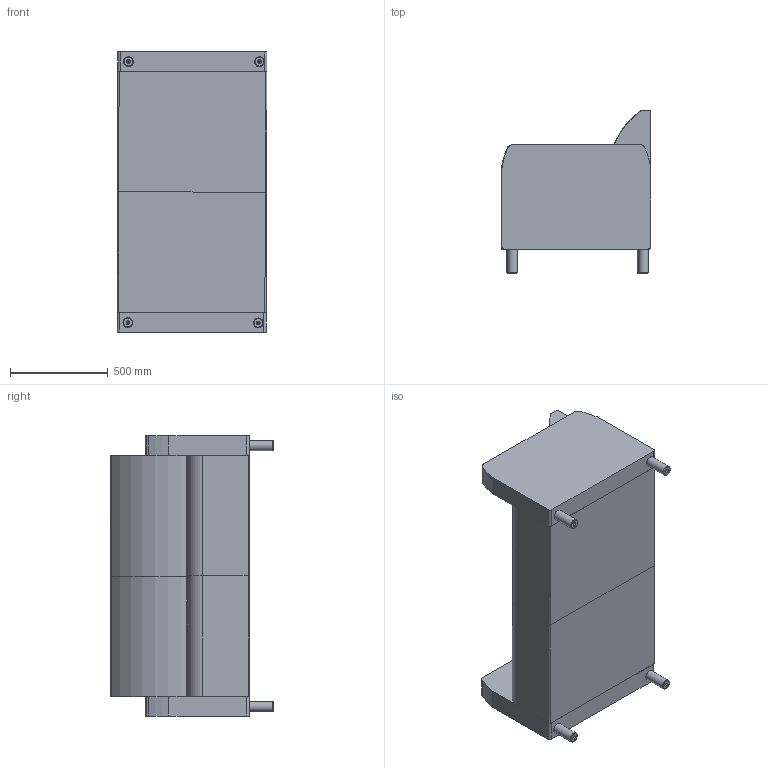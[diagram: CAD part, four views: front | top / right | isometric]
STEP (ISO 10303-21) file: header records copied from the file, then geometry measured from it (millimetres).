
FILE_DESCRIPTION(/* description */ (''),/* implementation_level */ '2;1');
FILE_NAME(/* name */ 'AS22AF.stp',/* time_stamp */ '2015-03-09T07:04:43-04:00',/* author */ ('jbosley'),/* organization */ (''),/* preprocessor_version */ 'ST-DEVELOPER v15.6',/* originating_system */ 'Autodesk Inventor 2015',/* authorisation */ '');
FILE_SCHEMA (('AUTOMOTIVE_DESIGN { 1 0 10303 214 3 1 1 }'));
Length unit declared in the file: inch
Products named in the file (6): AS10 UBASE; AS20 UBASE; LEG RD2X5 PLT; AS12 FUARML-2; AS12 FUARMR-2; AS22AF
Bounding box: 765.83 x 829.95 x 1437.13 mm (x, y, z)
Volume: 461430598.3 mm3; surface area: 6968030.9 mm2
Topology: 8 solids, 8 shells, 84 faces, 188 edges, 124 vertices
Faces by surface type: cylinder 38, plane 38, torus 4, bspline 4
Full cylindrical faces by diameter (mm): 7.938 x4, 19.05 x4, 50.8 x4
Entity records: 1951 total; most frequent: CARTESIAN_POINT 634, DIRECTION 272, ORIENTED_EDGE 230, EDGE_CURVE 115, AXIS2_PLACEMENT_3D 105, VERTEX_POINT 79, LINE 62, VECTOR 62
